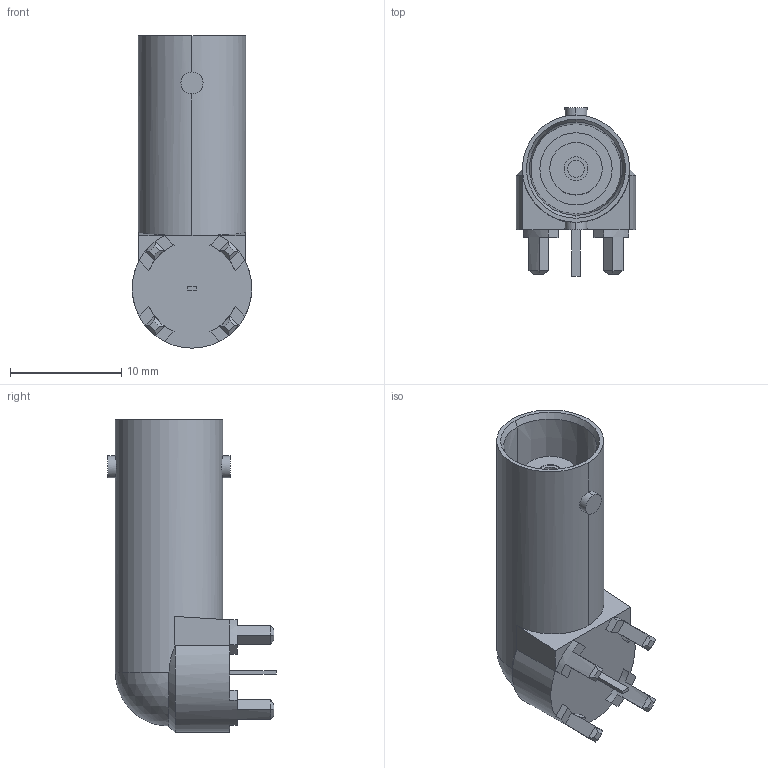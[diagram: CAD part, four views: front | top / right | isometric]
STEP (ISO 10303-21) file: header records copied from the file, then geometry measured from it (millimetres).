
FILE_DESCRIPTION(('FreeCAD Model'),'2;1');
FILE_NAME('Open CASCADE Shape Model','2023-10-02T16:46:24',( 'kicad StepUp'),('ksu MCAD'),'Open CASCADE STEP processor 7.6', 'FreeCAD','Unknown');
FILE_SCHEMA(('AUTOMOTIVE_DESIGN { 1 0 10303 214 1 1 1 1 }'));
Length unit declared in the file: millimetre
Products named in the file (1): BNC_50_right_angle_connector
Bounding box: 10.75 x 15.15 x 28.1 mm (x, y, z)
Volume: 1780.6 mm3; surface area: 1415.2 mm2
Topology: 1 solids, 1 shells, 93 faces, 229 edges, 142 vertices
Faces by surface type: plane 55, cylinder 22, cone 14, sphere 2
Entity records: 3531 total; most frequent: CARTESIAN_POINT 659, DIRECTION 465, ORIENTED_EDGE 454, EDGE_CURVE 227, AXIS2_PLACEMENT_3D 172, VERTEX_POINT 142, LINE 121, VECTOR 121
